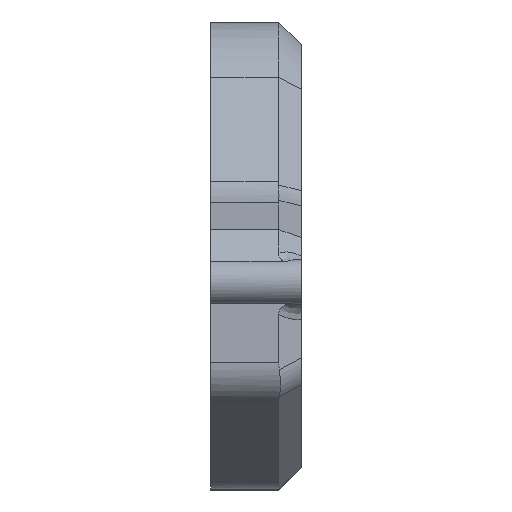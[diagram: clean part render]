
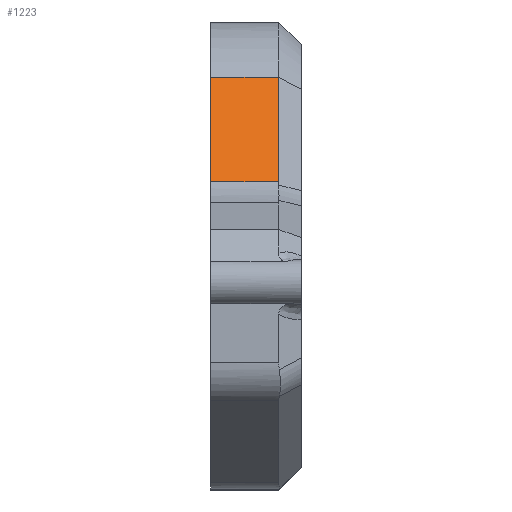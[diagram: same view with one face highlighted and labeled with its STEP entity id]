
A CAD part, left-side view. The second image highlights one B-rep face of the part: STEP entity #1223.
In plain terms, the highlighted planar face has unit normal (-0.883, 0, 0.47).
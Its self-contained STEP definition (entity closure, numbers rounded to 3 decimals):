
#98=FACE_OUTER_BOUND('',#165,.T.);
#165=EDGE_LOOP('',(#848,#849,#850,#851));
#240=LINE('',#1841,#358);
#249=LINE('',#1871,#367);
#250=LINE('',#1874,#368);
#251=LINE('',#1875,#369);
#358=VECTOR('',#1457,10.);
#367=VECTOR('',#1478,10.);
#368=VECTOR('',#1481,10.);
#369=VECTOR('',#1482,10.);
#507=VERTEX_POINT('',#1825);
#512=VERTEX_POINT('',#1839);
#520=VERTEX_POINT('',#1869);
#521=VERTEX_POINT('',#1873);
#637=EDGE_CURVE('',#512,#507,#240,.T.);
#649=EDGE_CURVE('',#520,#512,#249,.F.);
#650=EDGE_CURVE('',#521,#520,#250,.T.);
#651=EDGE_CURVE('',#507,#521,#251,.T.);
#848=ORIENTED_EDGE('',*,*,#637,.F.);
#849=ORIENTED_EDGE('',*,*,#649,.F.);
#850=ORIENTED_EDGE('',*,*,#650,.F.);
#851=ORIENTED_EDGE('',*,*,#651,.F.);
#1180=PLANE('',#1314);
#1223=ADVANCED_FACE('',(#98),#1180,.T.);
#1314=AXIS2_PLACEMENT_3D('',#1872,#1479,#1480);
#1457=DIRECTION('',(0.,1.,0.));
#1478=DIRECTION('',(0.47,0.,0.883));
#1479=DIRECTION('center_axis',(-0.883,0.,
0.47));
#1480=DIRECTION('ref_axis',(-0.47,0.,-0.883));
#1481=DIRECTION('',(0.,-1.,0.));
#1482=DIRECTION('',(0.47,0.,0.883));
#1825=CARTESIAN_POINT('',(-79.531,-34.5,24.881));
#1839=CARTESIAN_POINT('',(-79.531,-40.476,24.881));
#1841=CARTESIAN_POINT('',(-79.531,-34.5,24.881));
#1869=CARTESIAN_POINT('',(-74.653,-40.476,34.041));
#1871=CARTESIAN_POINT('',(-72.612,-40.476,37.873));
#1872=CARTESIAN_POINT('Origin',(-74.65,-34.5,34.045));
#1873=CARTESIAN_POINT('',(-74.653,-34.5,34.041));
#1874=CARTESIAN_POINT('',(-74.653,-34.5,34.041));
#1875=CARTESIAN_POINT('',(-79.998,-34.5,24.004));
